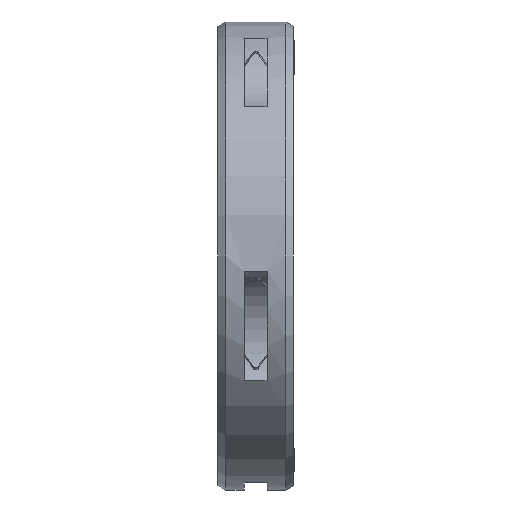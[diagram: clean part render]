
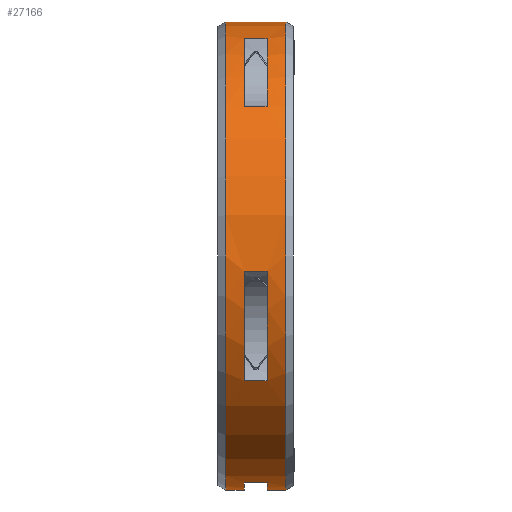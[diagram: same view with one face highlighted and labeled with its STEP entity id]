
A CAD part, left-side view. The second image highlights one B-rep face of the part: STEP entity #27166.
In plain terms, the highlighted cylindrical face has radius 31 mm (diameter 62 mm), a partial arc.
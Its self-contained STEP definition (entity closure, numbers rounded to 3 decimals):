
#25803=CARTESIAN_POINT('',(0.,-1.5,0.));
#25804=DIRECTION('',(0.,-1.,0.));
#25805=DIRECTION('',(-0.246,0.,-0.969));
#25806=AXIS2_PLACEMENT_3D('',#25803,#25804,#25805);
#25811=DIRECTION('',(0.,-1.,0.));
#25812=VECTOR('',#25811,3.);
#25813=CARTESIAN_POINT('',(-7.637,1.5,-30.045));
#25814=LINE('',#25813,#25812);
#25818=CARTESIAN_POINT('',(0.,1.5,0.));
#25819=DIRECTION('',(0.,-1.,0.));
#25820=DIRECTION('',(-0.246,0.,-0.969));
#25821=AXIS2_PLACEMENT_3D('',#25818,#25819,#25820);
#25826=DIRECTION('',(0.,1.,0.));
#25827=VECTOR('',#25826,2.5);
#25828=CARTESIAN_POINT('',(0.,1.5,-31.));
#25829=LINE('',#25828,#25827);
#25833=DIRECTION('',(0.,1.,0.));
#25834=VECTOR('',#25833,8.);
#25835=CARTESIAN_POINT('',(0.,-4.,31.));
#25836=LINE('',#25835,#25834);
#25840=CARTESIAN_POINT('',(0.,-4.,0.));
#25841=DIRECTION('',(0.,1.,0.));
#25842=DIRECTION('',(0.,0.,-1.));
#25843=AXIS2_PLACEMENT_3D('',#25840,#25841,#25842);
#25848=DIRECTION('',(0.,1.,0.));
#25849=VECTOR('',#25848,2.5);
#25850=CARTESIAN_POINT('',(0.,-4.,-31.));
#25851=LINE('',#25850,#25849);
#25855=CARTESIAN_POINT('',(0.,-1.5,0.));
#25856=DIRECTION('',(0.,-1.,0.));
#25857=DIRECTION('',(-0.37,0.,0.929));
#25858=AXIS2_PLACEMENT_3D('',#25855,#25856,#25857);
#25863=DIRECTION('',(0.,-1.,0.));
#25864=VECTOR('',#25863,3.);
#25865=CARTESIAN_POINT('',(-11.481,1.5,28.796));
#25866=LINE('',#25865,#25864);
#25870=CARTESIAN_POINT('',(0.,1.5,0.));
#25871=DIRECTION('',(0.,-1.,0.));
#25872=DIRECTION('',(-0.37,0.,0.929));
#25873=AXIS2_PLACEMENT_3D('',#25870,#25871,#25872);
#25878=DIRECTION('',(0.,-1.,0.));
#25879=VECTOR('',#25878,3.);
#25880=CARTESIAN_POINT('',(-23.838,1.5,19.817));
#25881=LINE('',#25880,#25879);
#25885=CARTESIAN_POINT('',(0.,-1.5,0.));
#25886=DIRECTION('',(0.,-1.,0.));
#25887=DIRECTION('',(-0.998,0.,-0.065));
#25888=AXIS2_PLACEMENT_3D('',#25885,#25886,#25887);
#25893=DIRECTION('',(0.,-1.,0.));
#25894=VECTOR('',#25893,3.);
#25895=CARTESIAN_POINT('',(-30.934,1.5,-2.021));
#25896=LINE('',#25895,#25894);
#25900=CARTESIAN_POINT('',(0.,1.5,0.));
#25901=DIRECTION('',(0.,-1.,0.));
#25902=DIRECTION('',(-0.998,0.,-0.065));
#25903=AXIS2_PLACEMENT_3D('',#25900,#25901,#25902);
#25908=DIRECTION('',(0.,-1.,0.));
#25909=VECTOR('',#25908,3.);
#25910=CARTESIAN_POINT('',(-26.214,1.5,-16.548));
#25911=LINE('',#25910,#25909);
#26229=CARTESIAN_POINT('',(0.,4.,0.));
#26230=DIRECTION('',(0.,1.,0.));
#26231=DIRECTION('',(0.,0.,-1.));
#26232=AXIS2_PLACEMENT_3D('',#26229,#26230,#26231);
#26452=CARTESIAN_POINT('',(0.,-4.,-31.));
#26454=VERTEX_POINT('',#26452);
#26455=CARTESIAN_POINT('',(0.,4.,-31.));
#26457=VERTEX_POINT('',#26455);
#26484=CARTESIAN_POINT('',(0.,-4.,31.));
#26486=VERTEX_POINT('',#26484);
#26487=CARTESIAN_POINT('',(0.,4.,31.));
#26488=VERTEX_POINT('',#26487);
#26501=CARTESIAN_POINT('',(0.,-1.5,-31.));
#26503=VERTEX_POINT('',#26501);
#26505=CARTESIAN_POINT('',(0.,1.5,-31.));
#26507=VERTEX_POINT('',#26505);
#26515=CARTESIAN_POINT('',(-7.637,-1.5,-30.045));
#26516=VERTEX_POINT('',#26515);
#26517=CARTESIAN_POINT('',(-7.637,1.5,-30.045));
#26518=VERTEX_POINT('',#26517);
#26571=CARTESIAN_POINT('',(-11.481,-1.5,28.796));
#26572=CARTESIAN_POINT('',(-23.838,-1.5,19.817));
#26573=VERTEX_POINT('',#26571);
#26574=VERTEX_POINT('',#26572);
#26575=CARTESIAN_POINT('',(-11.481,1.5,28.796));
#26576=CARTESIAN_POINT('',(-23.838,1.5,19.817));
#26577=VERTEX_POINT('',#26575);
#26578=VERTEX_POINT('',#26576);
#26591=CARTESIAN_POINT('',(-30.934,-1.5,-2.021));
#26592=CARTESIAN_POINT('',(-26.214,-1.5,-16.548));
#26593=VERTEX_POINT('',#26591);
#26594=VERTEX_POINT('',#26592);
#26595=CARTESIAN_POINT('',(-30.934,1.5,-2.021));
#26596=CARTESIAN_POINT('',(-26.214,1.5,-16.548));
#26597=VERTEX_POINT('',#26595);
#26598=VERTEX_POINT('',#26596);
#27130=CARTESIAN_POINT('',(0.,32.572,0.));
#27131=DIRECTION('',(0.,-1.,0.));
#27132=DIRECTION('',(0.,0.,1.));
#27133=AXIS2_PLACEMENT_3D('',#27130,#27131,#27132);
#27134=CYLINDRICAL_SURFACE('',#27133,31.);
#27135=ORIENTED_EDGE('',*,*,#27008,.F.);
#27137=ORIENTED_EDGE('',*,*,#27136,.F.);
#27139=ORIENTED_EDGE('',*,*,#27138,.T.);
#27140=ORIENTED_EDGE('',*,*,#26969,.T.);
#27142=ORIENTED_EDGE('',*,*,#27141,.T.);
#27143=ORIENTED_EDGE('',*,*,#26965,.F.);
#27145=ORIENTED_EDGE('',*,*,#27144,.F.);
#27146=ORIENTED_EDGE('',*,*,#26961,.T.);
#27147=EDGE_LOOP('',(#27135,#27137,#27139,#27140,#27142,#27143,#27145,#27146));
#27148=FACE_OUTER_BOUND('',#27147,.F.);
#27150=ORIENTED_EDGE('',*,*,#27149,.F.);
#27152=ORIENTED_EDGE('',*,*,#27151,.F.);
#27154=ORIENTED_EDGE('',*,*,#27153,.T.);
#27156=ORIENTED_EDGE('',*,*,#27155,.T.);
#27157=EDGE_LOOP('',(#27150,#27152,#27154,#27156));
#27158=FACE_BOUND('',#27157,.F.);
#27159=ORIENTED_EDGE('',*,*,#27068,.F.);
#27160=ORIENTED_EDGE('',*,*,#27116,.F.);
#27162=ORIENTED_EDGE('',*,*,#27161,.T.);
#27163=ORIENTED_EDGE('',*,*,#27090,.T.);
#27164=EDGE_LOOP('',(#27159,#27160,#27162,#27163));
#27165=FACE_BOUND('',#27164,.F.);
#25807=CIRCLE('',#25806,31.);
#25822=CIRCLE('',#25821,31.);
#25844=CIRCLE('',#25843,31.);
#25859=CIRCLE('',#25858,31.);
#25874=CIRCLE('',#25873,31.);
#25889=CIRCLE('',#25888,31.);
#25904=CIRCLE('',#25903,31.);
#26233=CIRCLE('',#26232,31.);
#26961=EDGE_CURVE('',#26454,#26503,#25851,.T.);
#26965=EDGE_CURVE('',#26486,#26488,#25836,.T.);
#26969=EDGE_CURVE('',#26507,#26457,#25829,.T.);
#27008=EDGE_CURVE('',#26516,#26503,#25807,.T.);
#27068=EDGE_CURVE('',#26593,#26594,#25889,.T.);
#27090=EDGE_CURVE('',#26598,#26594,#25911,.T.);
#27116=EDGE_CURVE('',#26597,#26593,#25896,.T.);
#27136=EDGE_CURVE('',#26518,#26516,#25814,.T.);
#27138=EDGE_CURVE('',#26518,#26507,#25822,.T.);
#27141=EDGE_CURVE('',#26457,#26488,#26233,.T.);
#27144=EDGE_CURVE('',#26454,#26486,#25844,.T.);
#27149=EDGE_CURVE('',#26573,#26574,#25859,.T.);
#27151=EDGE_CURVE('',#26577,#26573,#25866,.T.);
#27153=EDGE_CURVE('',#26577,#26578,#25874,.T.);
#27155=EDGE_CURVE('',#26578,#26574,#25881,.T.);
#27161=EDGE_CURVE('',#26597,#26598,#25904,.T.);
#27166=ADVANCED_FACE('',(#27148,#27158,#27165),#27134,.T.);
